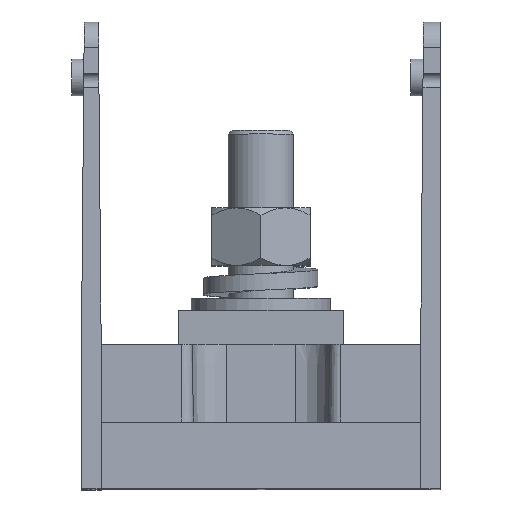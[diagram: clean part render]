
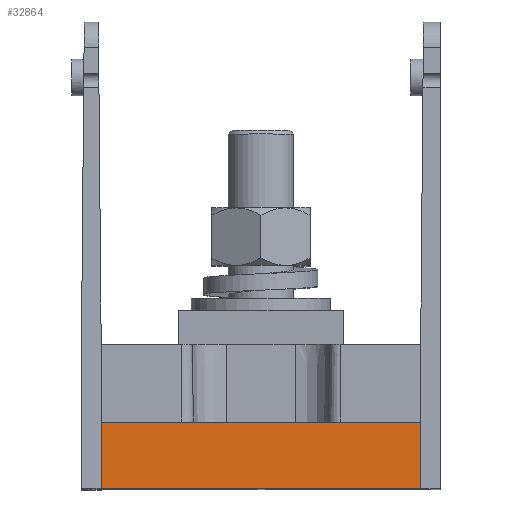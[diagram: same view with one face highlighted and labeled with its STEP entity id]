
A CAD part, top view. The second image highlights one B-rep face of the part: STEP entity #32864.
In plain terms, the highlighted planar face has unit normal (0, 0.035, 0.999).
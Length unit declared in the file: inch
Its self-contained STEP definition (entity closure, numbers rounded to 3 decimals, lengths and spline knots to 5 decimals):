
#1419 = VERTEX_POINT ( 'NONE', #33977 ) ;
#2022 = CARTESIAN_POINT ( 'NONE',  ( 1.215, -1.355, 2.75 ) ) ;
#6146 = CARTESIAN_POINT ( 'NONE',  ( -1.215, -0.855, 2.73254 ) ) ;
#7541 = EDGE_LOOP ( 'NONE', ( #41054, #48947, #41619, #25329 ) ) ;
#8840 = LINE ( 'NONE', #2022, #20472 ) ;
#11198 = FACE_OUTER_BOUND ( 'NONE', #7541, .T. ) ;
#19155 = DIRECTION ( 'NONE',  ( 1., 0., 0. ) ) ;
#19625 = VECTOR ( 'NONE', #30479, 39.37008 ) ;
#20352 = EDGE_CURVE ( 'NONE', #1419, #21462, #35206, .T. ) ;
#20472 = VECTOR ( 'NONE', #28293, 39.37008 ) ;
#21462 = VERTEX_POINT ( 'NONE', #35571 ) ;
#22007 = EDGE_CURVE ( 'NONE', #21462, #32592, #50340, .T. ) ;
#24025 = CARTESIAN_POINT ( 'NONE',  ( -1.215, -1.355, 2.75 ) ) ;
#25329 = ORIENTED_EDGE ( 'NONE', *, *, #22007, .T. ) ;
#28213 = PLANE ( 'NONE',  #29264 ) ;
#28293 = DIRECTION ( 'NONE',  ( 0., -0.999, 0.035 ) ) ;
#28414 = DIRECTION ( 'NONE',  ( 0., -0.999, 0.035 ) ) ;
#29264 = AXIS2_PLACEMENT_3D ( 'NONE', #24025, #54683, #28414 ) ;
#30479 = DIRECTION ( 'NONE',  ( 1., 0., 0. ) ) ;
#32309 = CARTESIAN_POINT ( 'NONE',  ( 1.215, -0.855, 2.73254 ) ) ;
#32592 = VERTEX_POINT ( 'NONE', #48208 ) ;
#32864 = ADVANCED_FACE ( 'NONE', ( #11198 ), #28213, .T. ) ;
#33814 = EDGE_CURVE ( 'NONE', #40271, #32592, #8840, .T. ) ;
#33977 = CARTESIAN_POINT ( 'NONE',  ( -1.215, -0.855, 2.73254 ) ) ;
#34197 = VECTOR ( 'NONE', #47561, 39.37008 ) ;
#35206 = LINE ( 'NONE', #43182, #34197 ) ;
#35571 = CARTESIAN_POINT ( 'NONE',  ( -1.215, -1.355, 2.75 ) ) ;
#40271 = VERTEX_POINT ( 'NONE', #32309 ) ;
#41054 = ORIENTED_EDGE ( 'NONE', *, *, #33814, .F. ) ;
#41619 = ORIENTED_EDGE ( 'NONE', *, *, #20352, .T. ) ;
#41797 = EDGE_CURVE ( 'NONE', #1419, #40271, #55645, .T. ) ;
#43182 = CARTESIAN_POINT ( 'NONE',  ( -1.215, -1.355, 2.75 ) ) ;
#44019 = VECTOR ( 'NONE', #19155, 39.37008 ) ;
#47561 = DIRECTION ( 'NONE',  ( 0., -0.999, 0.035 ) ) ;
#48208 = CARTESIAN_POINT ( 'NONE',  ( 1.215, -1.355, 2.75 ) ) ;
#48947 = ORIENTED_EDGE ( 'NONE', *, *, #41797, .F. ) ;
#50340 = LINE ( 'NONE', #56762, #19625 ) ;
#54683 = DIRECTION ( 'NONE',  ( 0., 0.035, 0.999 ) ) ;
#55645 = LINE ( 'NONE', #6146, #44019 ) ;
#56762 = CARTESIAN_POINT ( 'NONE',  ( -1.215, -1.355, 2.75 ) ) ;
